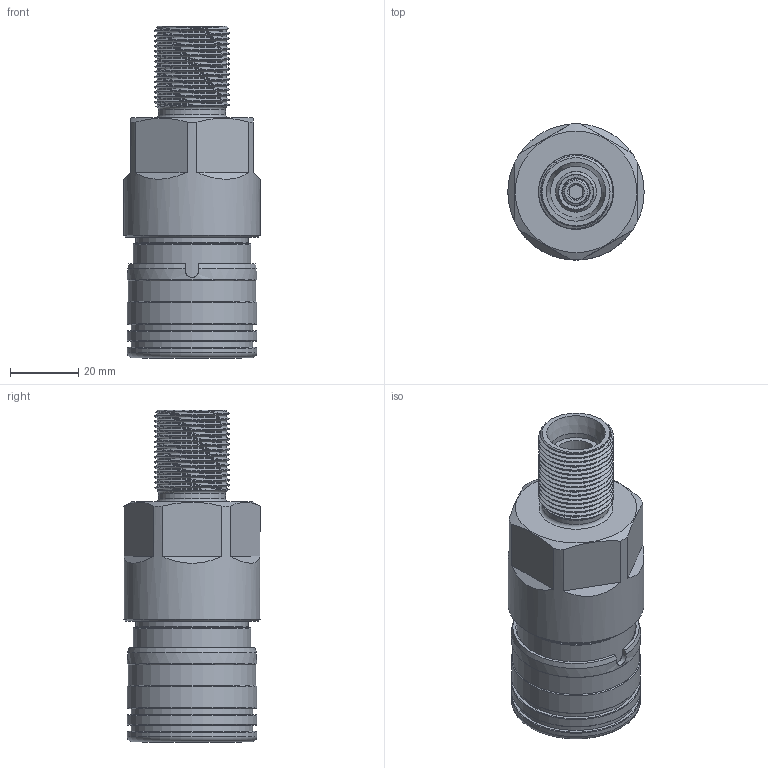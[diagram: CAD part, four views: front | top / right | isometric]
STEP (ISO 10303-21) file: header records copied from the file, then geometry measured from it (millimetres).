
FILE_DESCRIPTION(/* description */ (''),/* implementation_level */ '2;1');
FILE_NAME(/* name */ 'M2025831.stp',/* time_stamp */ '2023-11-29T08:58:10+01:00',/* author */ ('PT'),/* organization */ (''),/* preprocessor_version */ 'ST-DEVELOPER v19',/* originating_system */ 'Autodesk Inventor 2023',/* authorisation */ '');
FILE_SCHEMA (('AUTOMOTIVE_DESIGN { 1 0 10303 214 3 1 1 }'));
Length unit declared in the file: millimetre
Products named in the file (1): M2025831
Bounding box: 40 x 40 x 97.5 mm (x, y, z)
Volume: 51275.3 mm3; surface area: 37932.2 mm2
Topology: 6 solids, 6 shells, 312 faces, 818 edges, 534 vertices
Faces by surface type: cylinder 143, cone 67, plane 66, torus 27, bspline 8, sphere 1
Full cylindrical faces by diameter (mm): 3.1 x1, 4.1 x1, 4.4 x12, 6.5 x1, 6.8 x1, 6.917 x11, 8 x11, 8.3 x1, 9.9 x1, 10.1 x1, 12 x1, 15 x1, 15.5 x1, 15.7 x1, 19.7 x1, 20.376 x15, 21.85 x1, 22 x14, 23.15 x1, 24.5 x1, 24.63 x1, 25.05 x2, 26.3 x1, 26.5 x1, 28.55 x1, 29.4 x1, 29.55 x1, 29.95 x2, 30.2 x2, 33 x2
Entity records: 16680 total; most frequent: CARTESIAN_POINT 9406, ORIENTED_EDGE 1628, DIRECTION 1412, EDGE_CURVE 814, AXIS2_PLACEMENT_3D 575, VERTEX_POINT 534, EDGE_LOOP 364, FACE_OUTER_BOUND 312
